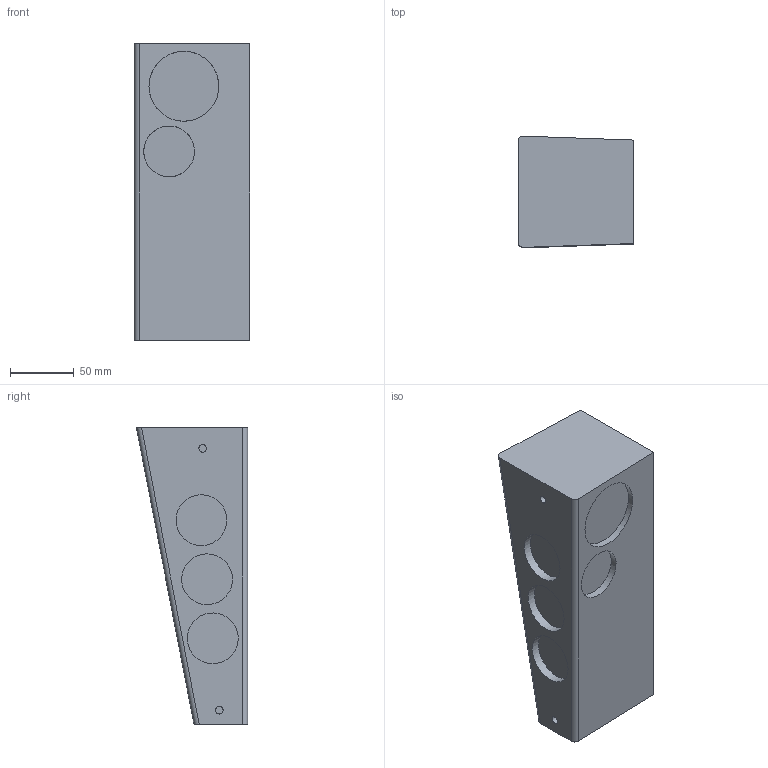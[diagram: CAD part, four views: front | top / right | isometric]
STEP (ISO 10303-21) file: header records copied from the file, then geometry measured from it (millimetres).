
FILE_DESCRIPTION( ( 'STEP AP203' ), '1' );
FILE_NAME( ' ', ' ', ( ' ' ), ( ' ' ), 'PSStep 10.1', ' ', ' ' );
FILE_SCHEMA( ( 'CONFIG_CONTROL_DESIGN' ) );
Length unit declared in the file: millimetre
Products named in the file (1): 1
Bounding box: 91 x 87.57 x 233.48 mm (x, y, z)
Volume: 1245625.3 mm3; surface area: 88900 mm2
Topology: 1 solids, 1 shells, 26 faces, 49 edges, 34 vertices
Faces by surface type: plane 15, cylinder 11
Full cylindrical faces by diameter (mm): 6 x2, 40 x5, 55 x2
Entity records: 884 total; most frequent: CARTESIAN_POINT 345, DIRECTION 100, ORIENTED_EDGE 80, EDGE_LOOP 44, AXIS2_PLACEMENT_3D 43, EDGE_CURVE 40, FACE_OUTER_BOUND 35, VERTEX_POINT 34
